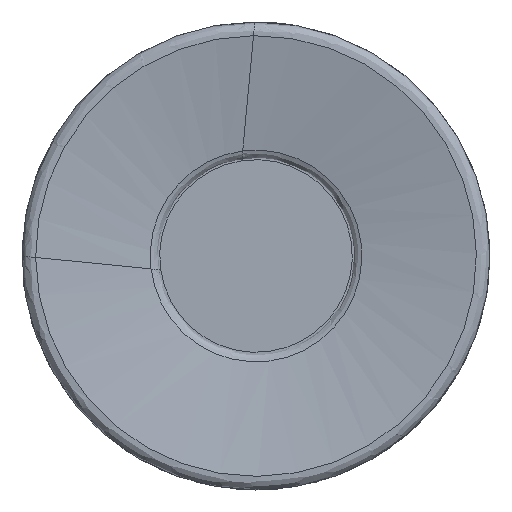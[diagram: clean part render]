
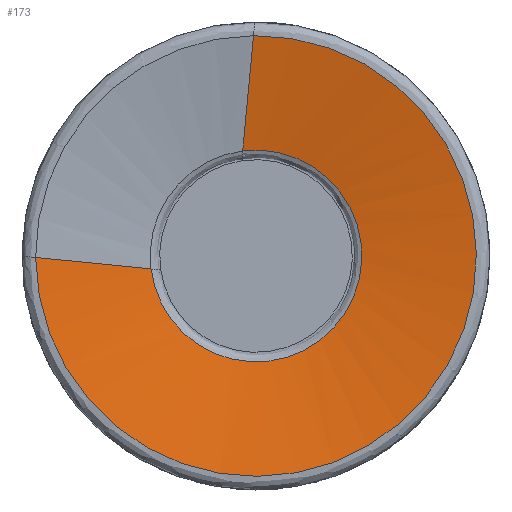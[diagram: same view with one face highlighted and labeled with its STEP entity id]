
A CAD part, left-side view. The second image highlights one B-rep face of the part: STEP entity #173.
In plain terms, the highlighted free-form (B-spline) face has degree [1, 3] with [2, 7] control points.
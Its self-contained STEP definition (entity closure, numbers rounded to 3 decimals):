
#36=(
BOUNDED_SURFACE()
B_SPLINE_SURFACE(1,3,((#1022,#1023,#1024,#1025,#1026,#1027,#1028),(#1029,
#1030,#1031,#1032,#1033,#1034,#1035)),.UNSPECIFIED.,.F.,.F.,.F.)
B_SPLINE_SURFACE_WITH_KNOTS((2,2),(4,3,4),(0.,1.),(0.,0.5,1.),
 .UNSPECIFIED.)
GEOMETRIC_REPRESENTATION_ITEM()
RATIONAL_B_SPLINE_SURFACE(((1.,0.588,0.588,1.,0.588,
0.588,1.),(1.,0.588,0.588,1.,0.588,
0.588,1.)))
REPRESENTATION_ITEM('')
SURFACE()
);
#64=LINE('',#1014,#80);
#65=LINE('',#1019,#81);
#80=VECTOR('',#811,1.);
#81=VECTOR('',#814,1.);
#173=ADVANCED_FACE('',(#206),#36,.F.);
#206=FACE_OUTER_BOUND('',#264,.T.);
#264=EDGE_LOOP('',(#338,#339,#340,#341));
#338=ORIENTED_EDGE('',*,*,#528,.T.);
#339=ORIENTED_EDGE('',*,*,#529,.F.);
#340=ORIENTED_EDGE('',*,*,#530,.T.);
#341=ORIENTED_EDGE('',*,*,#531,.T.);
#473=VERTEX_POINT('',#1015);
#474=VERTEX_POINT('',#1016);
#475=VERTEX_POINT('',#1018);
#476=VERTEX_POINT('',#1020);
#528=EDGE_CURVE('',#473,#474,#64,.T.);
#529=EDGE_CURVE('',#475,#474,#603,.T.);
#530=EDGE_CURVE('',#475,#476,#65,.T.);
#531=EDGE_CURVE('',#476,#473,#604,.T.);
#603=CIRCLE('',#683,15.069);
#604=CIRCLE('',#684,7.235);
#683=AXIS2_PLACEMENT_3D('',#1017,#812,#813);
#684=AXIS2_PLACEMENT_3D('',#1021,#815,#816);
#811=DIRECTION('',(-0.174,0.98,0.097));
#812=DIRECTION('',(1.,0.,0.));
#813=DIRECTION('',(0.,0.011,1.));
#814=DIRECTION('',(0.174,0.092,-0.98));
#815=DIRECTION('',(1.,0.,0.));
#816=DIRECTION('',(0.,0.126,0.992));
#1014=CARTESIAN_POINT('',(1.409,7.182,-0.878));
#1015=CARTESIAN_POINT('',(1.409,7.182,-0.878));
#1016=CARTESIAN_POINT('',(0.012,15.069,-0.098));
#1017=CARTESIAN_POINT('',(0.012,0.,0.));
#1018=CARTESIAN_POINT('',(0.012,0.167,15.068));
#1019=CARTESIAN_POINT('',(1.409,0.911,7.178));
#1020=CARTESIAN_POINT('',(1.409,0.911,7.178));
#1021=CARTESIAN_POINT('',(1.409,0.,0.));
#1022=CARTESIAN_POINT('',(1.409,0.911,7.178));
#1023=CARTESIAN_POINT('',(1.409,-6.615,8.132));
#1024=CARTESIAN_POINT('',(1.409,-10.369,1.541));
#1025=CARTESIAN_POINT('',(1.409,-5.709,-4.445));
#1026=CARTESIAN_POINT('',(1.409,-1.049,-10.43));
#1027=CARTESIAN_POINT('',(1.409,6.262,-8.407));
#1028=CARTESIAN_POINT('',(1.409,7.182,-0.878));
#1029=CARTESIAN_POINT('',(0.012,0.167,15.068));
#1030=CARTESIAN_POINT('',(0.012,-15.631,15.243));
#1031=CARTESIAN_POINT('',(0.012,-21.821,0.708));
#1032=CARTESIAN_POINT('',(0.012,-10.748,-10.561));
#1033=CARTESIAN_POINT('',(0.012,0.324,-21.83));
#1034=CARTESIAN_POINT('',(0.012,14.966,-15.896));
#1035=CARTESIAN_POINT('',(0.012,15.069,-0.098));
